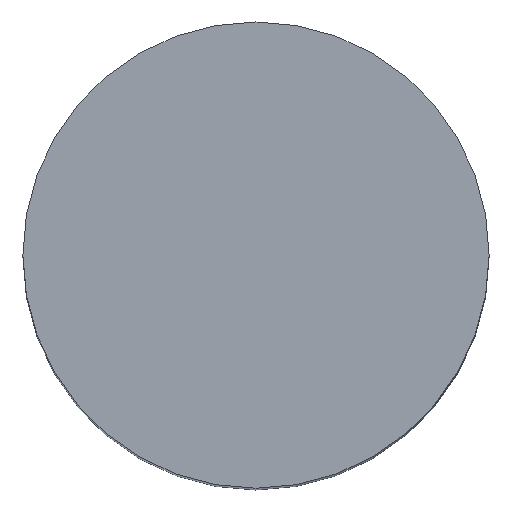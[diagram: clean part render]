
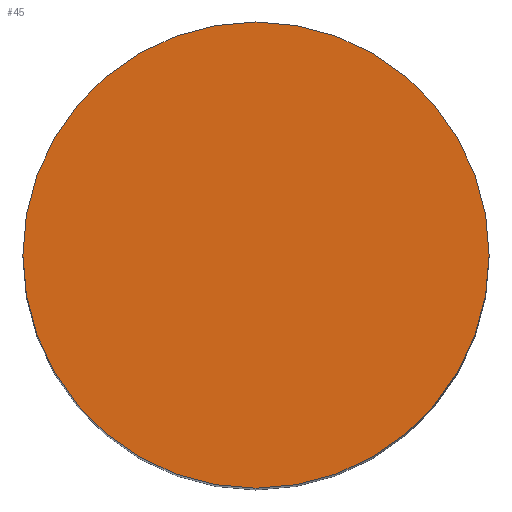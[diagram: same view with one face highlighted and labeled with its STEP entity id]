
A CAD part, top view. The second image highlights one B-rep face of the part: STEP entity #45.
In plain terms, the highlighted planar face has unit normal (0, 0, 1).
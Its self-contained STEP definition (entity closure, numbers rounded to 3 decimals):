
#45=ADVANCED_FACE('',(#50),#48,.T.);
#48=PLANE('',#68);
#50=FACE_OUTER_BOUND('',#52,.T.);
#52=EDGE_LOOP('',(#56));
#56=ORIENTED_EDGE('',*,*,#62,.F.);
#60=VERTEX_POINT('',#86);
#62=EDGE_CURVE('',#60,#60,#64,.T.);
#64=CIRCLE('',#67,2.5);
#67=AXIS2_PLACEMENT_3D('',#85,#74,#75);
#68=AXIS2_PLACEMENT_3D('',#87,#76,#77);
#74=DIRECTION('',(0.,0.,-1.));
#75=DIRECTION('',(1.,0.,0.));
#76=DIRECTION('',(0.,0.,1.));
#77=DIRECTION('',(1.,0.,0.));
#85=CARTESIAN_POINT('',(0.,0.,11.));
#86=CARTESIAN_POINT('',(2.5,0.,11.));
#87=CARTESIAN_POINT('',(0.,0.,11.));
